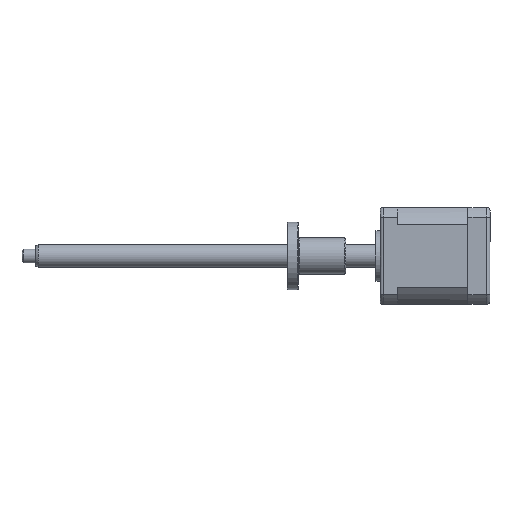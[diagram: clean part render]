
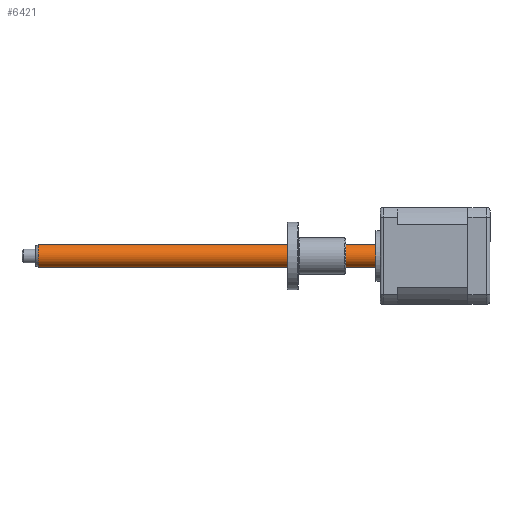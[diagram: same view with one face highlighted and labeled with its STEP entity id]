
A CAD part, left-side view. The second image highlights one B-rep face of the part: STEP entity #6421.
In plain terms, the highlighted cylindrical face has radius 5 mm (diameter 10 mm), a partial arc.
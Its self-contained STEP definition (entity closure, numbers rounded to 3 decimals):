
#203 = LINE ( 'NONE', #868, #6704 ) ;
#207 = EDGE_LOOP ( 'NONE', ( #6998, #814, #9466, #6547 ) ) ;
#814 = ORIENTED_EDGE ( 'NONE', *, *, #1784, .T. ) ;
#868 = CARTESIAN_POINT ( 'NONE',  ( -18.118, 154.092, 28.379 ) ) ;
#1204 = VERTEX_POINT ( 'NONE', #8808 ) ;
#1348 = DIRECTION ( 'NONE',  ( 0., -1., 0. ) ) ;
#1784 = EDGE_CURVE ( 'NONE', #8355, #1204, #203, .T. ) ;
#2754 = CARTESIAN_POINT ( 'NONE',  ( -17.581, 4.092, 33.35 ) ) ;
#2807 = CARTESIAN_POINT ( 'NONE',  ( -17.045, 154.092, 38.321 ) ) ;
#2903 = DIRECTION ( 'NONE',  ( 0., -1., 0. ) ) ;
#3386 = AXIS2_PLACEMENT_3D ( 'NONE', #2754, #8038, #3515 ) ;
#3515 = DIRECTION ( 'NONE',  ( 0.107, 0., 0.994 ) ) ;
#3651 = CYLINDRICAL_SURFACE ( 'NONE', #7255, 5. ) ;
#3897 = DIRECTION ( 'NONE',  ( 0., -1., 0. ) ) ;
#5351 = VECTOR ( 'NONE', #1348, 1000. ) ;
#5373 = CARTESIAN_POINT ( 'NONE',  ( -17.045, 4.092, 38.321 ) ) ;
#6117 = DIRECTION ( 'NONE',  ( 0.107, 0., 0.994 ) ) ;
#6126 = EDGE_CURVE ( 'NONE', #8176, #1204, #8515, .T. ) ;
#6236 = EDGE_CURVE ( 'NONE', #7921, #8355, #7560, .T. ) ;
#6421 = ADVANCED_FACE ( 'NONE', ( #9686 ), #3651, .T. ) ;
#6547 = ORIENTED_EDGE ( 'NONE', *, *, #9332, .F. ) ;
#6704 = VECTOR ( 'NONE', #6904, 1000. ) ;
#6904 = DIRECTION ( 'NONE',  ( 0., -1., 0. ) ) ;
#6998 = ORIENTED_EDGE ( 'NONE', *, *, #6236, .T. ) ;
#7255 = AXIS2_PLACEMENT_3D ( 'NONE', #8432, #3897, #6117 ) ;
#7442 = CARTESIAN_POINT ( 'NONE',  ( -17.581, 153.092, 33.35 ) ) ;
#7560 = CIRCLE ( 'NONE', #8458, 5. ) ;
#7599 = LINE ( 'NONE', #2807, #5351 ) ;
#7921 = VERTEX_POINT ( 'NONE', #8863 ) ;
#8038 = DIRECTION ( 'NONE',  ( 0., -1., 0. ) ) ;
#8176 = VERTEX_POINT ( 'NONE', #5373 ) ;
#8208 = DIRECTION ( 'NONE',  ( -0.107, 0., -0.994 ) ) ;
#8355 = VERTEX_POINT ( 'NONE', #9444 ) ;
#8432 = CARTESIAN_POINT ( 'NONE',  ( -17.581, 154.092, 33.35 ) ) ;
#8458 = AXIS2_PLACEMENT_3D ( 'NONE', #7442, #2903, #8208 ) ;
#8515 = CIRCLE ( 'NONE', #3386, 5. ) ;
#8808 = CARTESIAN_POINT ( 'NONE',  ( -18.118, 4.092, 28.379 ) ) ;
#8863 = CARTESIAN_POINT ( 'NONE',  ( -17.045, 153.092, 38.321 ) ) ;
#9332 = EDGE_CURVE ( 'NONE', #7921, #8176, #7599, .T. ) ;
#9444 = CARTESIAN_POINT ( 'NONE',  ( -18.118, 153.092, 28.379 ) ) ;
#9466 = ORIENTED_EDGE ( 'NONE', *, *, #6126, .F. ) ;
#9686 = FACE_OUTER_BOUND ( 'NONE', #207, .T. ) ;
